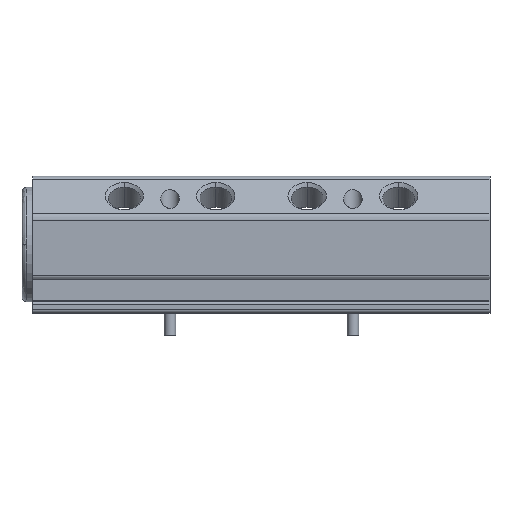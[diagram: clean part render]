
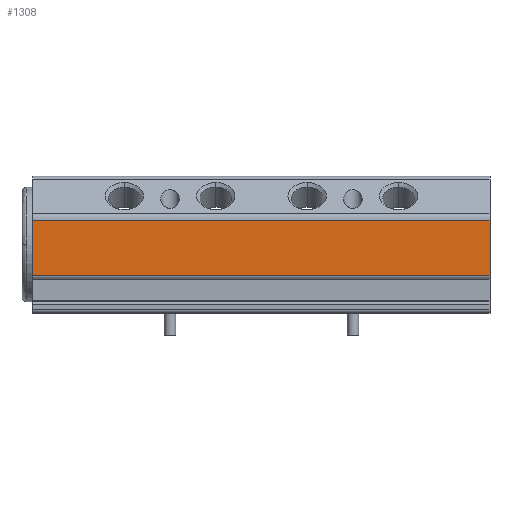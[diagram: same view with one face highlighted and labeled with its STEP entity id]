
A CAD part, front view. The second image highlights one B-rep face of the part: STEP entity #1308.
In plain terms, the highlighted planar face has unit normal (0, -1, 0).
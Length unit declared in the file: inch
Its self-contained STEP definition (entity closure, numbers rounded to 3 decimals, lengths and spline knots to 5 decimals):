
#80 = ORIENTED_EDGE ( 'NONE', *, *, #5693, .T. ) ;
#83 = ORIENTED_EDGE ( 'NONE', *, *, #7238, .F. ) ;
#272 = CARTESIAN_POINT ( 'NONE',  ( -10., -1.5, 0.52812 ) ) ;
#416 = CARTESIAN_POINT ( 'NONE',  ( 0., -1.5, -0.68295 ) ) ;
#758 = EDGE_CURVE ( 'NONE', #4537, #831, #4952, .T. ) ;
#784 = CARTESIAN_POINT ( 'NONE',  ( 0., -1.5, -0.62123 ) ) ;
#831 = VERTEX_POINT ( 'NONE', #272 ) ;
#848 = VECTOR ( 'NONE', #4711, 39.37008 ) ;
#1203 = VECTOR ( 'NONE', #1290, 39.37008 ) ;
#1290 = DIRECTION ( 'NONE',  ( 1., 0., 0. ) ) ;
#1308 = ADVANCED_FACE ( 'NONE', ( #2558 ), #4816, .T. ) ;
#1334 = CARTESIAN_POINT ( 'NONE',  ( 0., -1.5, 0.52812 ) ) ;
#2022 = VERTEX_POINT ( 'NONE', #3913 ) ;
#2424 = CARTESIAN_POINT ( 'NONE',  ( -10., -1.5, -0.68295 ) ) ;
#2558 = FACE_OUTER_BOUND ( 'NONE', #3653, .T. ) ;
#2638 = VECTOR ( 'NONE', #2879, 39.37008 ) ;
#2651 = DIRECTION ( 'NONE',  ( 0., 0., 1. ) ) ;
#2879 = DIRECTION ( 'NONE',  ( 1., 0., 0. ) ) ;
#2968 = VECTOR ( 'NONE', #2651, 39.37008 ) ;
#3095 = DIRECTION ( 'NONE',  ( 0., -1., 0. ) ) ;
#3455 = AXIS2_PLACEMENT_3D ( 'NONE', #4214, #3095, #4291 ) ;
#3653 = EDGE_LOOP ( 'NONE', ( #80, #83, #3695, #5749 ) ) ;
#3695 = ORIENTED_EDGE ( 'NONE', *, *, #758, .F. ) ;
#3740 = EDGE_CURVE ( 'NONE', #4537, #5849, #6336, .T. ) ;
#3913 = CARTESIAN_POINT ( 'NONE',  ( 0., -1.5, 0.52812 ) ) ;
#4214 = CARTESIAN_POINT ( 'NONE',  ( 0., -1.5, 0.62132 ) ) ;
#4291 = DIRECTION ( 'NONE',  ( 0., 0., -1. ) ) ;
#4537 = VERTEX_POINT ( 'NONE', #2424 ) ;
#4711 = DIRECTION ( 'NONE',  ( 0., 0., 1. ) ) ;
#4759 = LINE ( 'NONE', #1334, #1203 ) ;
#4816 = PLANE ( 'NONE',  #3455 ) ;
#4952 = LINE ( 'NONE', #6529, #2968 ) ;
#5693 = EDGE_CURVE ( 'NONE', #5849, #2022, #5954, .T. ) ;
#5749 = ORIENTED_EDGE ( 'NONE', *, *, #3740, .T. ) ;
#5845 = CARTESIAN_POINT ( 'NONE',  ( 0., -1.5, -0.68295 ) ) ;
#5849 = VERTEX_POINT ( 'NONE', #416 ) ;
#5954 = LINE ( 'NONE', #784, #848 ) ;
#6336 = LINE ( 'NONE', #5845, #2638 ) ;
#6529 = CARTESIAN_POINT ( 'NONE',  ( -10., -1.5, -0.62123 ) ) ;
#7238 = EDGE_CURVE ( 'NONE', #831, #2022, #4759, .T. ) ;
